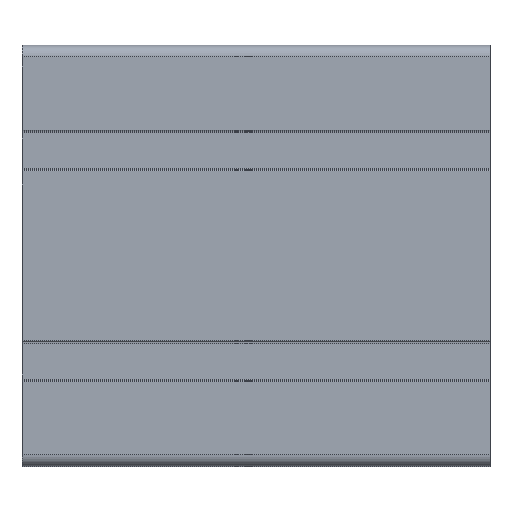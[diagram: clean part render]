
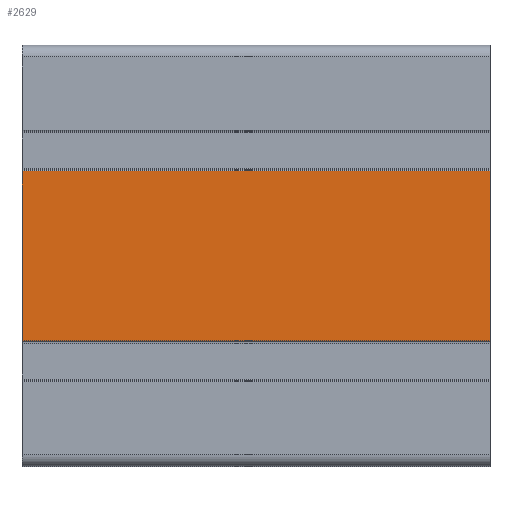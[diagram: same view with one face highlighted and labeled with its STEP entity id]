
A CAD part, top view. The second image highlights one B-rep face of the part: STEP entity #2629.
In plain terms, the highlighted planar face has unit normal (0, 0, 1).
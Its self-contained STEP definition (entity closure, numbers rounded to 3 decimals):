
#61=PLANE('',#2884);
#170=FACE_OUTER_BOUND('',#309,.T.);
#309=EDGE_LOOP('',(#2124,#2125,#2126,#2127));
#615=LINE('',#4129,#885);
#677=LINE('',#4320,#947);
#678=LINE('',#4323,#948);
#679=LINE('',#4324,#949);
#885=VECTOR('',#3330,10.);
#947=VECTOR('',#3498,10.);
#948=VECTOR('',#3501,10.);
#949=VECTOR('',#3502,10.);
#1168=VERTEX_POINT('',#4126);
#1169=VERTEX_POINT('',#4128);
#1245=VERTEX_POINT('',#4318);
#1246=VERTEX_POINT('',#4322);
#1486=EDGE_CURVE('',#1168,#1169,#615,.T.);
#1582=EDGE_CURVE('',#1245,#1168,#677,.T.);
#1583=EDGE_CURVE('',#1246,#1245,#678,.T.);
#1584=EDGE_CURVE('',#1246,#1169,#679,.T.);
#2124=ORIENTED_EDGE('',*,*,#1582,.F.);
#2125=ORIENTED_EDGE('',*,*,#1583,.F.);
#2126=ORIENTED_EDGE('',*,*,#1584,.T.);
#2127=ORIENTED_EDGE('',*,*,#1486,.F.);
#2629=ADVANCED_FACE('',(#170),#61,.T.);
#2884=AXIS2_PLACEMENT_3D('',#4321,#3499,#3500);
#3330=DIRECTION('',(0.,1.,0.));
#3498=DIRECTION('',(-1.,0.,0.));
#3499=DIRECTION('center_axis',(0.,0.,1.));
#3500=DIRECTION('ref_axis',(0.,-1.,0.));
#3501=DIRECTION('',(0.,-1.,0.));
#3502=DIRECTION('',(-1.,0.,0.));
#4126=CARTESIAN_POINT('',(-50.,-18.15,16.));
#4128=CARTESIAN_POINT('',(-50.,18.15,16.));
#4129=CARTESIAN_POINT('',(-50.,-18.15,16.));
#4318=CARTESIAN_POINT('',(50.,-18.15,16.));
#4320=CARTESIAN_POINT('',(0.,-18.15,16.));
#4321=CARTESIAN_POINT('Origin',(0.,18.15,16.));
#4322=CARTESIAN_POINT('',(50.,18.15,16.));
#4323=CARTESIAN_POINT('',(50.,-18.15,16.));
#4324=CARTESIAN_POINT('',(0.,18.15,16.));
